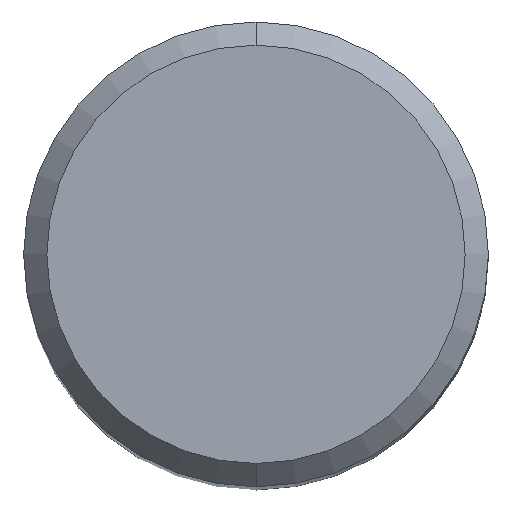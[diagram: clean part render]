
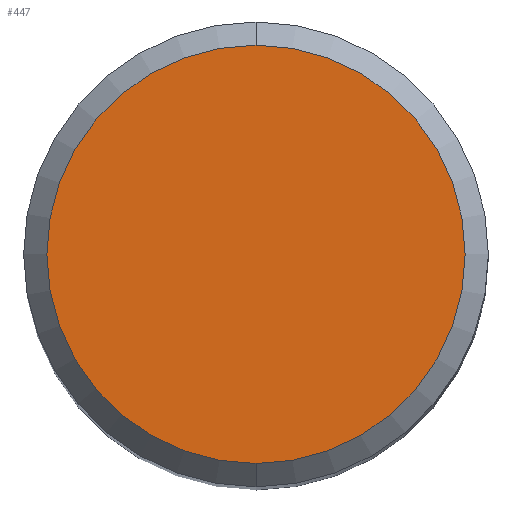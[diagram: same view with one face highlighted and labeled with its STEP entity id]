
A CAD part, top view. The second image highlights one B-rep face of the part: STEP entity #447.
In plain terms, the highlighted planar face has unit normal (0, 0, 1).
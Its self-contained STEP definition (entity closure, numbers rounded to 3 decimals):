
#263=EDGE_CURVE('',#303,#521,#628,.T.);
#303=VERTEX_POINT('',#673);
#361=EDGE_CURVE('',#521,#303,#739,.T.);
#447=ADVANCED_FACE('',(#832),#833,.T.);
#521=VERTEX_POINT('',#915);
#628=CIRCLE('',#1072,4.5);
#673=CARTESIAN_POINT('',(0.,-4.5,0.0));
#739=CIRCLE('',#1354,4.5);
#832=FACE_OUTER_BOUND('',#1489,.T.);
#833=PLANE('',#1490);
#915=CARTESIAN_POINT('',(0.0,4.5,0.0));
#1072=AXIS2_PLACEMENT_3D('',#1758,#1759,#1760);
#1354=AXIS2_PLACEMENT_3D('',#1901,#1902,#1903);
#1489=EDGE_LOOP('',(#2015,#2016));
#1490=AXIS2_PLACEMENT_3D('',#2017,#2018,#2019);
#1758=CARTESIAN_POINT('',(0.0,0.0,0.0));
#1759=DIRECTION('',(0.0,0.0,-1.0));
#1760=DIRECTION('',(0.0,1.0,0.0));
#1901=CARTESIAN_POINT('',(0.0,0.0,0.0));
#1902=DIRECTION('',(0.0,0.0,-1.0));
#1903=DIRECTION('',(0.0,1.0,0.0));
#2015=ORIENTED_EDGE('',*,*,#361,.F.);
#2016=ORIENTED_EDGE('',*,*,#263,.F.);
#2017=CARTESIAN_POINT('',(0.0,2.25,0.0));
#2018=DIRECTION('',(-0.0,0.0,1.0));
#2019=DIRECTION('',(0.0,-1.0,0.0));
